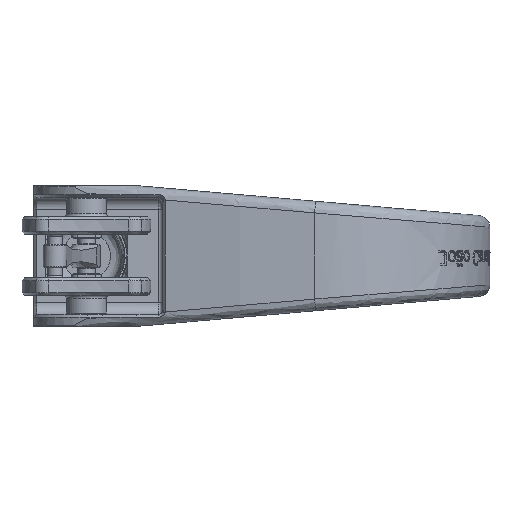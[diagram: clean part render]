
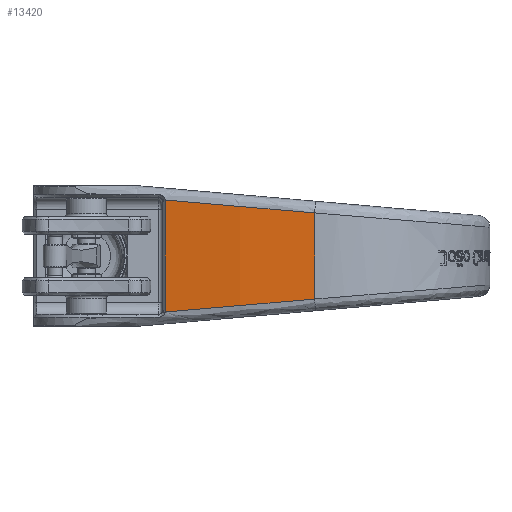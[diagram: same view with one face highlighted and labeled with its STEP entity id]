
A CAD part, left-side view. The second image highlights one B-rep face of the part: STEP entity #13420.
In plain terms, the highlighted free-form (B-spline) face has degree [2, 1] with [3, 2] control points.
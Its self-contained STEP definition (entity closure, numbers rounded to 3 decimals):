
#11833 = VERTEX_POINT('',#11834);
#11834 = CARTESIAN_POINT('',(-21.649,0.,-5.317));
#11850 = VERTEX_POINT('',#11851);
#11851 = CARTESIAN_POINT('',(-21.649,0.,5.317));
#11859 = EDGE_CURVE('',#11833,#11850,#11860,.T.);
#11860 = B_SPLINE_CURVE_WITH_KNOTS('',1,(#11861,#11862),.UNSPECIFIED.,
  .F.,.F.,(2,2),(-3.684,3.684),
  .PIECEWISE_BEZIER_KNOTS.);
#11861 = CARTESIAN_POINT('',(-21.649,0.,-5.317));
#11862 = CARTESIAN_POINT('',(-21.649,0.,5.317));
#12943 = VERTEX_POINT('',#12944);
#12944 = CARTESIAN_POINT('',(-20.156,18.429,
    6.909));
#12961 = VERTEX_POINT('',#12962);
#12962 = CARTESIAN_POINT('',(-20.16,18.406,
    6.711));
#12967 = EDGE_CURVE('',#12961,#12943,#12968,.T.);
#12968 = B_SPLINE_CURVE_WITH_KNOTS('',3,(#12969,#12970,#12971,#12972),
  .UNSPECIFIED.,.F.,.F.,(4,4),(0.,0.008),
  .PIECEWISE_BEZIER_KNOTS.);
#12969 = CARTESIAN_POINT('',(-20.16,18.406,
    6.711));
#12970 = CARTESIAN_POINT('',(-20.16,18.406,
    6.776));
#12971 = CARTESIAN_POINT('',(-20.159,18.413,
    6.843));
#12972 = CARTESIAN_POINT('',(-20.156,18.429,
    6.909));
#12997 = VERTEX_POINT('',#12998);
#12998 = CARTESIAN_POINT('',(-20.16,18.406,
    -6.711));
#13003 = EDGE_CURVE('',#12997,#12961,#13004,.T.);
#13004 = B_SPLINE_CURVE_WITH_KNOTS('',1,(#13005,#13006),.UNSPECIFIED.,
  .F.,.F.,(2,2),(-4.65,4.65),.PIECEWISE_BEZIER_KNOTS.);
#13005 = CARTESIAN_POINT('',(-20.16,18.406,
    -6.711));
#13006 = CARTESIAN_POINT('',(-20.16,18.406,
    6.711));
#13025 = VERTEX_POINT('',#13026);
#13026 = CARTESIAN_POINT('',(-20.156,18.429,
    -6.909));
#13031 = EDGE_CURVE('',#13025,#12997,#13032,.T.);
#13032 = B_SPLINE_CURVE_WITH_KNOTS('',3,(#13033,#13034,#13035,#13036),
  .UNSPECIFIED.,.F.,.F.,(4,4),(0.098,0.106),
  .PIECEWISE_BEZIER_KNOTS.);
#13033 = CARTESIAN_POINT('',(-20.156,18.429,
    -6.909));
#13034 = CARTESIAN_POINT('',(-20.159,18.413,
    -6.843));
#13035 = CARTESIAN_POINT('',(-20.16,18.406,
    -6.776));
#13036 = CARTESIAN_POINT('',(-20.16,18.406,
    -6.711));
#13389 = EDGE_CURVE('',#12943,#11850,#13390,.T.);
#13390 = ( BOUNDED_CURVE() B_SPLINE_CURVE(2,(#13391,#13392,#13393),
.UNSPECIFIED.,.F.,.F.) B_SPLINE_CURVE_WITH_KNOTS((3,3),(1.409,
1.571),.PIECEWISE_BEZIER_KNOTS.) CURVE() 
GEOMETRIC_REPRESENTATION_ITEM() RATIONAL_B_SPLINE_CURVE((1.,
0.997,1.)) REPRESENTATION_ITEM('') );
#13391 = CARTESIAN_POINT('',(-20.156,18.429,
    6.909));
#13392 = CARTESIAN_POINT('',(-21.649,9.275,
    6.118));
#13393 = CARTESIAN_POINT('',(-21.649,0.,
    5.317));
#13420 = ADVANCED_FACE('',(#13421),#13434,.T.);
#13421 = FACE_BOUND('',#13422,.T.);
#13422 = EDGE_LOOP('',(#13423,#13424,#13425,#13426,#13432,#13433));
#13423 = ORIENTED_EDGE('',*,*,#12967,.F.);
#13424 = ORIENTED_EDGE('',*,*,#13003,.F.);
#13425 = ORIENTED_EDGE('',*,*,#13031,.F.);
#13426 = ORIENTED_EDGE('',*,*,#13427,.F.);
#13427 = EDGE_CURVE('',#11833,#13025,#13428,.T.);
#13428 = ( BOUNDED_CURVE() B_SPLINE_CURVE(2,(#13429,#13430,#13431),
.UNSPECIFIED.,.F.,.F.) B_SPLINE_CURVE_WITH_KNOTS((3,3),(4.712,
4.874),.PIECEWISE_BEZIER_KNOTS.) CURVE() 
GEOMETRIC_REPRESENTATION_ITEM() RATIONAL_B_SPLINE_CURVE((1.,
0.997,1.)) REPRESENTATION_ITEM('') );
#13429 = CARTESIAN_POINT('',(-21.649,0.,
    -5.317));
#13430 = CARTESIAN_POINT('',(-21.649,9.275,
    -6.118));
#13431 = CARTESIAN_POINT('',(-20.156,18.429,
    -6.909));
#13432 = ORIENTED_EDGE('',*,*,#11859,.T.);
#13433 = ORIENTED_EDGE('',*,*,#13389,.F.);
#13434 = ( BOUNDED_SURFACE() B_SPLINE_SURFACE(2,1,(
    (#13435,#13436)
    ,(#13437,#13438)
    ,(#13439,#13440
)),.UNSPECIFIED.,.F.,.F.,.F.) B_SPLINE_SURFACE_WITH_KNOTS((3,3),(2,2),(
    0.086,0.248),(-4.787,4.787),
.PIECEWISE_BEZIER_KNOTS.) GEOMETRIC_REPRESENTATION_ITEM() 
RATIONAL_B_SPLINE_SURFACE((
    (1.,1.)
    ,(0.997,0.997)
,(1.,1.))) REPRESENTATION_ITEM('') SURFACE() );
#13435 = CARTESIAN_POINT('',(-20.156,18.429,
    -6.909));
#13436 = CARTESIAN_POINT('',(-20.156,18.429,
    6.909));
#13437 = CARTESIAN_POINT('',(-21.649,9.275,
    -6.909));
#13438 = CARTESIAN_POINT('',(-21.649,9.275,
    6.909));
#13439 = CARTESIAN_POINT('',(-21.649,0.,
    -6.909));
#13440 = CARTESIAN_POINT('',(-21.649,0.,
    6.909));
